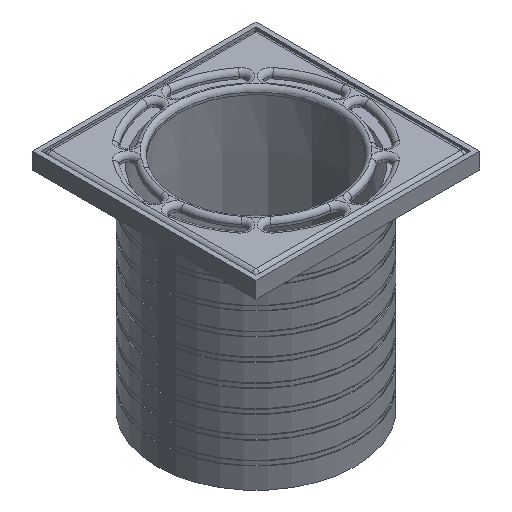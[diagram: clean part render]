
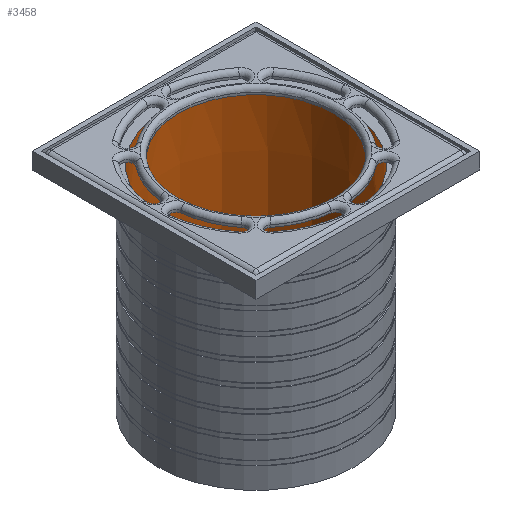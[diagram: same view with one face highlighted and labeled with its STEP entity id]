
A CAD part, isometric view. The second image highlights one B-rep face of the part: STEP entity #3458.
In plain terms, the highlighted conical face has half-angle 1.009 degrees and reference radius 632.5 mm.
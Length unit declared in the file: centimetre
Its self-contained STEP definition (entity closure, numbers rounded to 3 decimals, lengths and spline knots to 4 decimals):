
#113=CONICAL_SURFACE('',#3715,63.25,0.018);
#265=CIRCLE('',#3696,62.);
#275=CIRCLE('',#3714,64.5);
#636=FACE_OUTER_BOUND('',#881,.T.);
#881=EDGE_LOOP('',(#2342,#2343,#2344,#2345));
#1149=LINE('',#5718,#1305);
#1305=VECTOR('',#4356,63.25);
#1463=VERTEX_POINT('',#5685);
#1473=VERTEX_POINT('',#5715);
#1787=EDGE_CURVE('',#1463,#1463,#265,.T.);
#1799=EDGE_CURVE('',#1473,#1473,#275,.T.);
#1800=EDGE_CURVE('',#1473,#1463,#1149,.T.);
#2342=ORIENTED_EDGE('',*,*,#1799,.T.);
#2343=ORIENTED_EDGE('',*,*,#1800,.T.);
#2344=ORIENTED_EDGE('',*,*,#1787,.F.);
#2345=ORIENTED_EDGE('',*,*,#1800,.F.);
#3458=ADVANCED_FACE('',(#636),#113,.F.);
#3696=AXIS2_PLACEMENT_3D('',#5686,#4314,#4315);
#3714=AXIS2_PLACEMENT_3D('',#5716,#4352,#4353);
#3715=AXIS2_PLACEMENT_3D('',#5717,#4354,#4355);
#4314=DIRECTION('center_axis',(0.,0.,-1.));
#4315=DIRECTION('ref_axis',(1.,0.,0.));
#4352=DIRECTION('center_axis',(0.,0.,-1.));
#4353=DIRECTION('ref_axis',(1.,0.,0.));
#4354=DIRECTION('center_axis',(0.,0.,-1.));
#4355=DIRECTION('ref_axis',(-1.,0.,0.));
#4356=DIRECTION('',(-0.018,0.,1.));
#5685=CARTESIAN_POINT('',(62.,0.,142.));
#5686=CARTESIAN_POINT('Origin',(0.,0.,142.));
#5715=CARTESIAN_POINT('',(64.5,0.,0.));
#5716=CARTESIAN_POINT('Origin',(0.,0.,0.));
#5717=CARTESIAN_POINT('Origin',(0.,0.,71.));
#5718=CARTESIAN_POINT('',(63.25,0.,71.));
